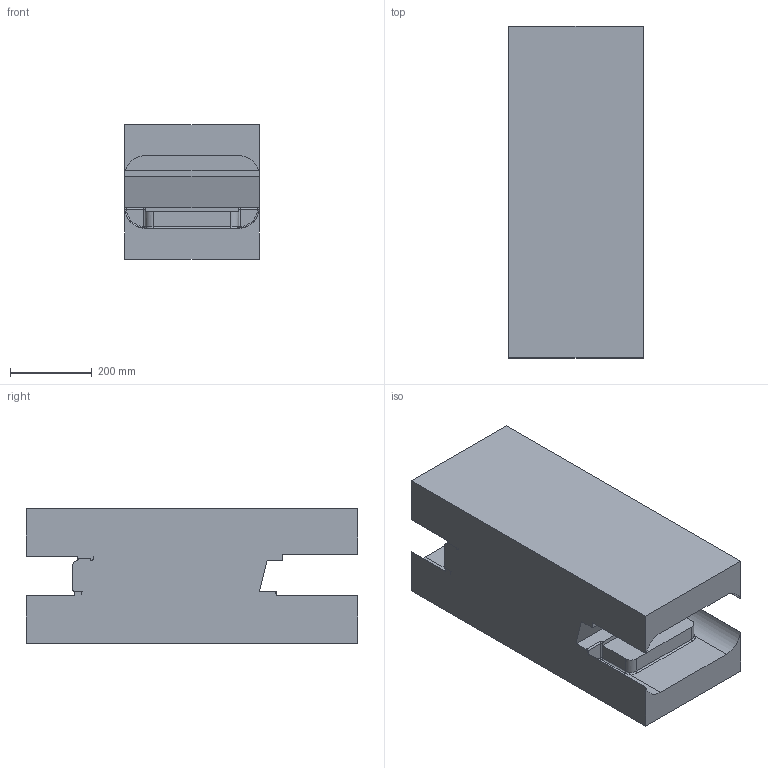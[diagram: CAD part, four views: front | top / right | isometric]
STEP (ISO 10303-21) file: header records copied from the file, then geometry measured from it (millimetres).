
FILE_DESCRIPTION(/* description */ (''),/* implementation_level */ '2;1');
FILE_NAME(/* name */ 'FluidDomain.stp',/* time_stamp */ '2019-04-01T23:00:19-07:00',/* author */ ('dbarre5'),/* organization */ (''),/* preprocessor_version */ 'ST-DEVELOPER v17',/* originating_system */ 'Autodesk Inventor 2018',/* authorisation */ '');
FILE_SCHEMA (('AUTOMOTIVE_DESIGN { 1 0 10303 214 3 1 1 }'));
Length unit declared in the file: inch
Products named in the file (1): FluidDomain
Bounding box: 330.2 x 812.8 x 330.2 mm (x, y, z)
Volume: 69118974.7 mm3; surface area: 1585293.9 mm2
Topology: 1 solids, 1 shells, 92 faces, 345 edges, 364 vertices
Faces by surface type: plane 47, cylinder 27, torus 10, bspline 6, sphere 2
Entity records: 3642 total; most frequent: CARTESIAN_POINT 999, DIRECTION 524, ORIENTED_EDGE 476, EDGE_CURVE 238, AXIS2_PLACEMENT_3D 191, VERTEX_POINT 146, LINE 142, VECTOR 142
